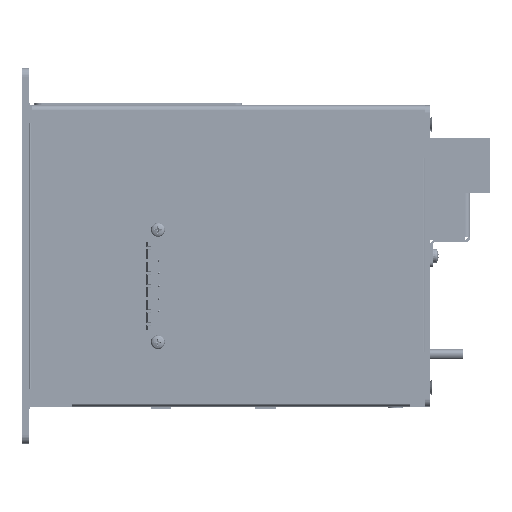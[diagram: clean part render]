
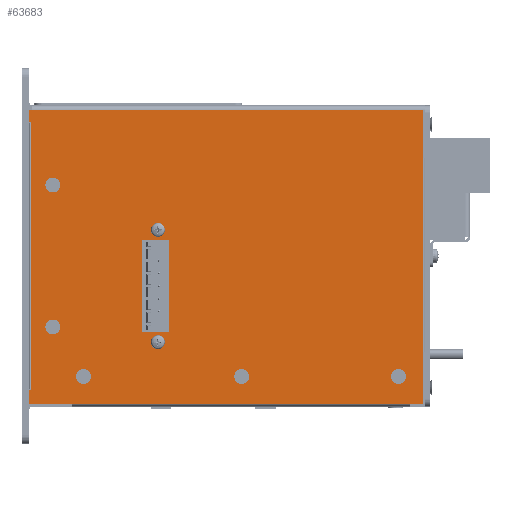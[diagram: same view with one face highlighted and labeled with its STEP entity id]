
A CAD part, left-side view. The second image highlights one B-rep face of the part: STEP entity #63683.
In plain terms, the highlighted planar face has unit normal (-1, 0, 0).
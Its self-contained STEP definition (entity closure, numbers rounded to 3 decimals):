
#3387=FACE_BOUND('',#9568,.T.);
#3388=FACE_BOUND('',#9569,.T.);
#3389=FACE_BOUND('',#9570,.T.);
#3390=FACE_BOUND('',#9571,.T.);
#3391=FACE_BOUND('',#9572,.T.);
#3392=FACE_BOUND('',#9573,.T.);
#3393=FACE_BOUND('',#9574,.T.);
#3394=FACE_BOUND('',#9575,.T.);
#4072=CIRCLE('',#67946,2.55);
#4073=CIRCLE('',#67947,2.55);
#4074=CIRCLE('',#67948,2.55);
#4075=CIRCLE('',#67949,1.75);
#4076=CIRCLE('',#67950,1.75);
#4077=CIRCLE('',#67951,2.55);
#4078=CIRCLE('',#67952,2.55);
#5979=FACE_OUTER_BOUND('',#9567,.T.);
#9567=EDGE_LOOP('',(#42675,#42676,#42677,#42678,#42679,#42680,#42681,#42682,
#42683));
#9568=EDGE_LOOP('',(#42684));
#9569=EDGE_LOOP('',(#42685));
#9570=EDGE_LOOP('',(#42686));
#9571=EDGE_LOOP('',(#42687));
#9572=EDGE_LOOP('',(#42688));
#9573=EDGE_LOOP('',(#42689,#42690,#42691,#42692));
#9574=EDGE_LOOP('',(#42693));
#9575=EDGE_LOOP('',(#42694));
#13840=LINE('',#92254,#20781);
#13849=LINE('',#92272,#20790);
#13852=LINE('',#92278,#20793);
#13854=LINE('',#92282,#20795);
#13855=LINE('',#92284,#20796);
#13856=LINE('',#92286,#20797);
#13857=LINE('',#92288,#20798);
#13858=LINE('',#92290,#20799);
#13859=LINE('',#92291,#20800);
#13860=LINE('',#92304,#20801);
#13861=LINE('',#92306,#20802);
#13862=LINE('',#92308,#20803);
#13863=LINE('',#92309,#20804);
#20781=VECTOR('',#73738,10.);
#20790=VECTOR('',#73753,10.);
#20793=VECTOR('',#73758,10.);
#20795=VECTOR('',#73762,1.44);
#20796=VECTOR('',#73763,10.);
#20797=VECTOR('',#73764,10.);
#20798=VECTOR('',#73765,10.);
#20799=VECTOR('',#73766,10.);
#20800=VECTOR('',#73767,1.44);
#20801=VECTOR('',#73778,10.);
#20802=VECTOR('',#73779,10.);
#20803=VECTOR('',#73780,10.);
#20804=VECTOR('',#73781,10.);
#27722=VERTEX_POINT('',#92251);
#27723=VERTEX_POINT('',#92253);
#27729=VERTEX_POINT('',#92271);
#27731=VERTEX_POINT('',#92277);
#27732=VERTEX_POINT('',#92281);
#27733=VERTEX_POINT('',#92283);
#27734=VERTEX_POINT('',#92285);
#27735=VERTEX_POINT('',#92287);
#27736=VERTEX_POINT('',#92289);
#27737=VERTEX_POINT('',#92292);
#27738=VERTEX_POINT('',#92294);
#27739=VERTEX_POINT('',#92296);
#27740=VERTEX_POINT('',#92298);
#27741=VERTEX_POINT('',#92300);
#27742=VERTEX_POINT('',#92302);
#27743=VERTEX_POINT('',#92303);
#27744=VERTEX_POINT('',#92305);
#27745=VERTEX_POINT('',#92307);
#27746=VERTEX_POINT('',#92310);
#27747=VERTEX_POINT('',#92312);
#33547=EDGE_CURVE('',#27723,#27722,#13840,.T.);
#33556=EDGE_CURVE('',#27729,#27723,#13849,.T.);
#33559=EDGE_CURVE('',#27731,#27729,#13852,.T.);
#33561=EDGE_CURVE('',#27732,#27722,#13854,.T.);
#33562=EDGE_CURVE('',#27733,#27732,#13855,.T.);
#33563=EDGE_CURVE('',#27734,#27733,#13856,.T.);
#33564=EDGE_CURVE('',#27734,#27735,#13857,.T.);
#33565=EDGE_CURVE('',#27735,#27736,#13858,.T.);
#33566=EDGE_CURVE('',#27731,#27736,#13859,.T.);
#33567=EDGE_CURVE('',#27737,#27737,#4072,.T.);
#33568=EDGE_CURVE('',#27738,#27738,#4073,.T.);
#33569=EDGE_CURVE('',#27739,#27739,#4074,.T.);
#33570=EDGE_CURVE('',#27740,#27740,#4075,.T.);
#33571=EDGE_CURVE('',#27741,#27741,#4076,.T.);
#33572=EDGE_CURVE('',#27742,#27743,#13860,.T.);
#33573=EDGE_CURVE('',#27743,#27744,#13861,.T.);
#33574=EDGE_CURVE('',#27744,#27745,#13862,.T.);
#33575=EDGE_CURVE('',#27745,#27742,#13863,.T.);
#33576=EDGE_CURVE('',#27746,#27746,#4077,.T.);
#33577=EDGE_CURVE('',#27747,#27747,#4078,.T.);
#42675=ORIENTED_EDGE('',*,*,#33559,.T.);
#42676=ORIENTED_EDGE('',*,*,#33556,.T.);
#42677=ORIENTED_EDGE('',*,*,#33547,.T.);
#42678=ORIENTED_EDGE('',*,*,#33561,.F.);
#42679=ORIENTED_EDGE('',*,*,#33562,.F.);
#42680=ORIENTED_EDGE('',*,*,#33563,.F.);
#42681=ORIENTED_EDGE('',*,*,#33564,.T.);
#42682=ORIENTED_EDGE('',*,*,#33565,.T.);
#42683=ORIENTED_EDGE('',*,*,#33566,.F.);
#42684=ORIENTED_EDGE('',*,*,#33567,.F.);
#42685=ORIENTED_EDGE('',*,*,#33568,.F.);
#42686=ORIENTED_EDGE('',*,*,#33569,.F.);
#42687=ORIENTED_EDGE('',*,*,#33570,.T.);
#42688=ORIENTED_EDGE('',*,*,#33571,.T.);
#42689=ORIENTED_EDGE('',*,*,#33572,.T.);
#42690=ORIENTED_EDGE('',*,*,#33573,.T.);
#42691=ORIENTED_EDGE('',*,*,#33574,.T.);
#42692=ORIENTED_EDGE('',*,*,#33575,.T.);
#42693=ORIENTED_EDGE('',*,*,#33576,.F.);
#42694=ORIENTED_EDGE('',*,*,#33577,.F.);
#60877=PLANE('',#67945);
#63683=ADVANCED_FACE('',(#5979,#3387,#3388,#3389,#3390,#3391,#3392,#3393,
#3394),#60877,.T.);
#67945=AXIS2_PLACEMENT_3D('',#92280,#73760,#73761);
#67946=AXIS2_PLACEMENT_3D('',#92293,#73768,#73769);
#67947=AXIS2_PLACEMENT_3D('',#92295,#73770,#73771);
#67948=AXIS2_PLACEMENT_3D('',#92297,#73772,#73773);
#67949=AXIS2_PLACEMENT_3D('',#92299,#73774,#73775);
#67950=AXIS2_PLACEMENT_3D('',#92301,#73776,#73777);
#67951=AXIS2_PLACEMENT_3D('',#92311,#73782,#73783);
#67952=AXIS2_PLACEMENT_3D('',#92313,#73784,#73785);
#73738=DIRECTION('',(0.,1.,0.));
#73753=DIRECTION('',(0.,0.,-1.));
#73758=DIRECTION('',(0.,-1.,0.));
#73760=DIRECTION('center_axis',(-1.,0.,0.));
#73761=DIRECTION('ref_axis',(0.,0.,
1.));
#73762=DIRECTION('',(0.,0.,1.));
#73763=DIRECTION('',(0.,1.,0.));
#73764=DIRECTION('',(0.,0.,-1.));
#73765=DIRECTION('',(0.,1.,0.));
#73766=DIRECTION('',(0.,1.,0.));
#73767=DIRECTION('',(0.,0.,1.));
#73768=DIRECTION('center_axis',(-1.,0.,0.));
#73769=DIRECTION('ref_axis',(0.,0.,
-1.));
#73770=DIRECTION('center_axis',(-1.,0.,0.));
#73771=DIRECTION('ref_axis',(0.,0.,
-1.));
#73772=DIRECTION('center_axis',(-1.,0.,0.));
#73773=DIRECTION('ref_axis',(0.,0.,
-1.));
#73774=DIRECTION('center_axis',(1.,0.,0.));
#73775=DIRECTION('ref_axis',(0.,0.,-1.));
#73776=DIRECTION('center_axis',(1.,0.,0.));
#73777=DIRECTION('ref_axis',(0.,0.,-1.));
#73778=DIRECTION('',(0.,0.,-1.));
#73779=DIRECTION('',(0.,1.,0.));
#73780=DIRECTION('',(0.,0.,1.));
#73781=DIRECTION('',(0.,-1.,0.));
#73782=DIRECTION('center_axis',(-1.,0.,0.));
#73783=DIRECTION('ref_axis',(0.,0.,
-1.));
#73784=DIRECTION('center_axis',(-1.,0.,0.));
#73785=DIRECTION('ref_axis',(0.,0.,
-1.));
#92251=CARTESIAN_POINT('',(0.,160.,-113.5));
#92253=CARTESIAN_POINT('',(0.,158.5,-113.5));
#92254=CARTESIAN_POINT('',(0.,119.5,-113.5));
#92271=CARTESIAN_POINT('',(0.,158.5,-5.5));
#92272=CARTESIAN_POINT('',(0.,158.5,-32.185));
#92277=CARTESIAN_POINT('',(0.,160.,-5.5));
#92278=CARTESIAN_POINT('',(0.,120.25,-5.5));
#92280=CARTESIAN_POINT('Origin',(0.,80.5,
-58.869));
#92281=CARTESIAN_POINT('',(0.,160.,-119.));
#92282=CARTESIAN_POINT('',(0.,160.,3.524));
#92283=CARTESIAN_POINT('',(0.,1.,-119.));
#92284=CARTESIAN_POINT('',(0.,1.,-119.));
#92285=CARTESIAN_POINT('',(0.,1.,-1.));
#92286=CARTESIAN_POINT('',(0.,1.,-1.));
#92287=CARTESIAN_POINT('',(0.,158.,-1.));
#92288=CARTESIAN_POINT('',(0.,80.5,-1.));
#92289=CARTESIAN_POINT('',(0.,160.,-1.));
#92290=CARTESIAN_POINT('',(0.,80.5,-1.));
#92291=CARTESIAN_POINT('',(0.,160.,3.524));
#92292=CARTESIAN_POINT('',(0.,149.6,-28.45));
#92293=CARTESIAN_POINT('Origin',(0.,149.6,-31.));
#92294=CARTESIAN_POINT('',(0.,10.709,-105.375));
#92295=CARTESIAN_POINT('Origin',(0.,10.709,
-107.925));
#92296=CARTESIAN_POINT('',(0.,137.291,-105.375));
#92297=CARTESIAN_POINT('Origin',(0.,137.291,
-107.925));
#92298=CARTESIAN_POINT('',(0.,107.426,-92.385));
#92299=CARTESIAN_POINT('Origin',(0.,107.426,
-94.135));
#92300=CARTESIAN_POINT('',(0.,107.4,-47.285));
#92301=CARTESIAN_POINT('Origin',(0.,107.4,
-49.035));
#92302=CARTESIAN_POINT('',(0.,103.1,-53.135));
#92303=CARTESIAN_POINT('',(0.,103.1,-90.035));
#92304=CARTESIAN_POINT('',(0.,103.1,-56.502));
#92305=CARTESIAN_POINT('',(0.,113.6,-90.035));
#92306=CARTESIAN_POINT('',(0.,91.8,-90.035));
#92307=CARTESIAN_POINT('',(0.,113.6,-53.135));
#92308=CARTESIAN_POINT('',(0.,113.6,-74.952));
#92309=CARTESIAN_POINT('',(0.,97.05,-53.135));
#92310=CARTESIAN_POINT('',(0.,73.75,-105.375));
#92311=CARTESIAN_POINT('Origin',(0.,73.75,
-107.925));
#92312=CARTESIAN_POINT('',(0.,149.6,-85.45));
#92313=CARTESIAN_POINT('Origin',(0.,149.6,-88.));
